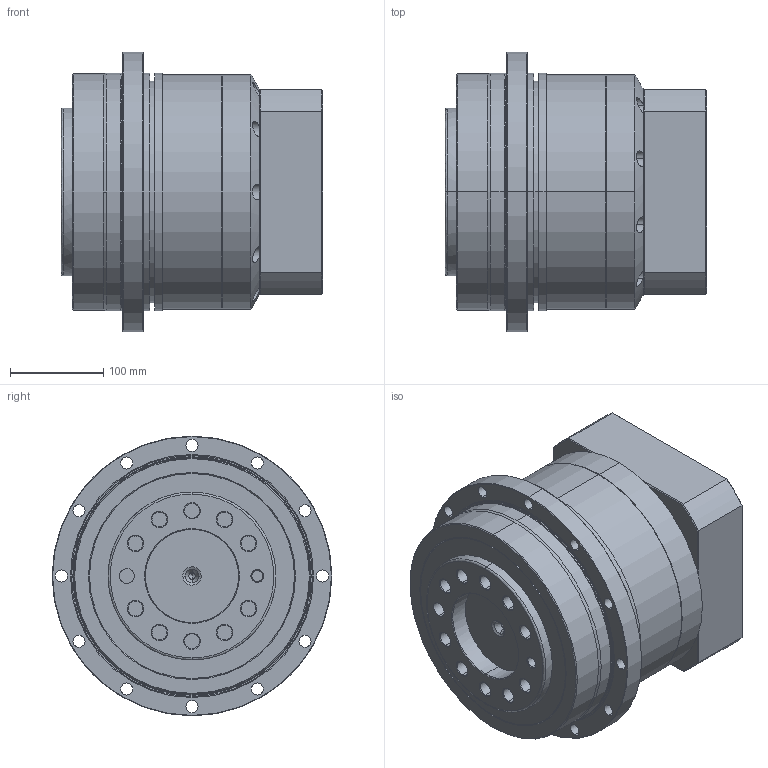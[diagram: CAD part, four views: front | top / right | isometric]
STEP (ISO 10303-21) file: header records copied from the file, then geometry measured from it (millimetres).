
FILE_DESCRIPTION (( 'STEP AP203' ), '1' );
FILE_NAME ('225.STEP', '2021-01-18T06:22:40', ( 'Windows 蚚誧' ), ( 'Microsoft' ), 'SwSTEP 2.0', 'SolidWorks 2017', '' );
FILE_SCHEMA (( 'CONFIG_CONTROL_DESIGN' ));
Length unit declared in the file: millimetre
Products named in the file (7): 255-HKT; 225; TB220-000-12-001; 255-SCA; TB220-010-08-001; TB220-000-04-001; 255-CQA
Assembly tree (6 placements, depth 2):
  225
    255-CQA
    255-HKT
    255-SCA
    TB220-000-04-001
    TB220-000-12-001
    TB220-010-08-001
Bounding box: 280.7 x 300.02 x 300.02 mm (x, y, z)
Volume: 11023891.4 mm3; surface area: 893717.7 mm2
Topology: 6 solids, 6 shells, 558 faces, 1271 edges, 781 vertices
Faces by surface type: cylinder 249, cone 177, plane 126, bspline 4, torus 2
Entity records: 20946 total; most frequent: CARTESIAN_POINT 7277, DIRECTION 2923, ORIENTED_EDGE 2518, EDGE_CURVE 1259, AXIS2_PLACEMENT_3D 1221, VERTEX_POINT 781, EDGE_LOOP 692, CIRCLE 658
